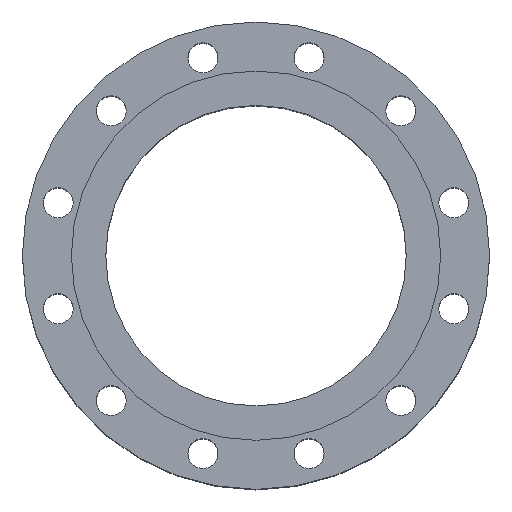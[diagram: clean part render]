
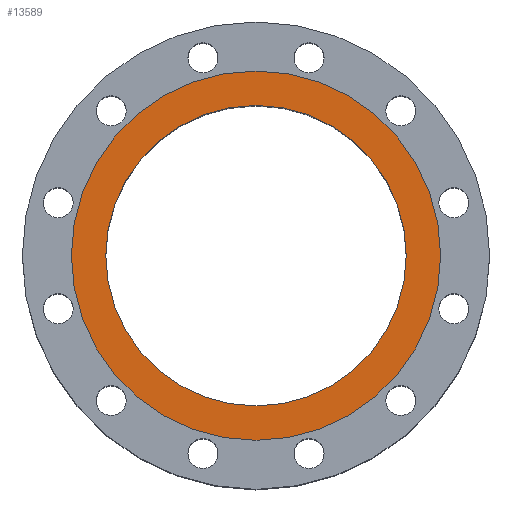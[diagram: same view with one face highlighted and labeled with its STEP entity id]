
A CAD part, top view. The second image highlights one B-rep face of the part: STEP entity #13589.
In plain terms, the highlighted planar face has unit normal (0, 0, 1).
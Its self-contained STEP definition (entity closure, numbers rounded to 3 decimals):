
#146 = DIRECTION ( 'NONE',  ( 1., 0., 0. ) ) ;
#231 = FACE_OUTER_BOUND ( 'NONE', #30186, .T. ) ;
#815 = CARTESIAN_POINT ( 'NONE',  ( -130.2, 0., 0. ) ) ;
#1362 = EDGE_CURVE ( 'NONE', #24882, #23915, #26101, .T. ) ;
#1797 = EDGE_CURVE ( 'NONE', #8716, #6252, #4634, .T. ) ;
#1953 = AXIS2_PLACEMENT_3D ( 'NONE', #13369, #9100, #6953 ) ;
#2793 = DIRECTION ( 'NONE',  ( -1., 0., 0. ) ) ;
#3168 = AXIS2_PLACEMENT_3D ( 'NONE', #17933, #6622, #13333 ) ;
#4198 = CIRCLE ( 'NONE', #8092, 130.2 ) ;
#4634 = CIRCLE ( 'NONE', #3168, 130.2 ) ;
#5095 = CARTESIAN_POINT ( 'NONE',  ( 0., 160., 0. ) ) ;
#5483 = CARTESIAN_POINT ( 'NONE',  ( 160., 0., 0. ) ) ;
#6252 = VERTEX_POINT ( 'NONE', #815 ) ;
#6622 = DIRECTION ( 'NONE',  ( 0., 0., 1. ) ) ;
#6907 = DIRECTION ( 'NONE',  ( 1., 0., 0. ) ) ;
#6953 = DIRECTION ( 'NONE',  ( 1., 0., 0. ) ) ;
#8092 = AXIS2_PLACEMENT_3D ( 'NONE', #18071, #29816, #6907 ) ;
#8716 = VERTEX_POINT ( 'NONE', #11601 ) ;
#9100 = DIRECTION ( 'NONE',  ( 0., 0., 1. ) ) ;
#11601 = CARTESIAN_POINT ( 'NONE',  ( 130.2, 0., 0. ) ) ;
#13333 = DIRECTION ( 'NONE',  ( 1., 0., 0. ) ) ;
#13369 = CARTESIAN_POINT ( 'NONE',  ( 0., 0., 0. ) ) ;
#13444 = DIRECTION ( 'NONE',  ( 0., 0., 1. ) ) ;
#13589 = ADVANCED_FACE ( 'NONE', ( #23425, #231 ), #25733, .F. ) ;
#14054 = CARTESIAN_POINT ( 'NONE',  ( 0., 0., 0. ) ) ;
#14852 = EDGE_CURVE ( 'NONE', #6252, #8716, #4198, .T. ) ;
#17933 = CARTESIAN_POINT ( 'NONE',  ( 0., 0., 0. ) ) ;
#18071 = CARTESIAN_POINT ( 'NONE',  ( 0., 0., 0. ) ) ;
#19041 = CIRCLE ( 'NONE', #1953, 160. ) ;
#19955 = ORIENTED_EDGE ( 'NONE', *, *, #14852, .F. ) ;
#21345 = EDGE_CURVE ( 'NONE', #23915, #24882, #19041, .T. ) ;
#21498 = EDGE_LOOP ( 'NONE', ( #28564, #19955 ) ) ;
#22030 = CARTESIAN_POINT ( 'NONE',  ( -160., 0., 0. ) ) ;
#23265 = ORIENTED_EDGE ( 'NONE', *, *, #21345, .T. ) ;
#23425 = FACE_BOUND ( 'NONE', #21498, .T. ) ;
#23915 = VERTEX_POINT ( 'NONE', #5483 ) ;
#24605 = AXIS2_PLACEMENT_3D ( 'NONE', #14054, #13444, #146 ) ;
#24882 = VERTEX_POINT ( 'NONE', #22030 ) ;
#25228 = ORIENTED_EDGE ( 'NONE', *, *, #1362, .T. ) ;
#25733 = PLANE ( 'NONE',  #29412 ) ;
#26101 = CIRCLE ( 'NONE', #24605, 160. ) ;
#28481 = DIRECTION ( 'NONE',  ( 0., 0., -1. ) ) ;
#28564 = ORIENTED_EDGE ( 'NONE', *, *, #1797, .F. ) ;
#29412 = AXIS2_PLACEMENT_3D ( 'NONE', #5095, #28481, #2793 ) ;
#29816 = DIRECTION ( 'NONE',  ( 0., 0., 1. ) ) ;
#30186 = EDGE_LOOP ( 'NONE', ( #23265, #25228 ) ) ;
